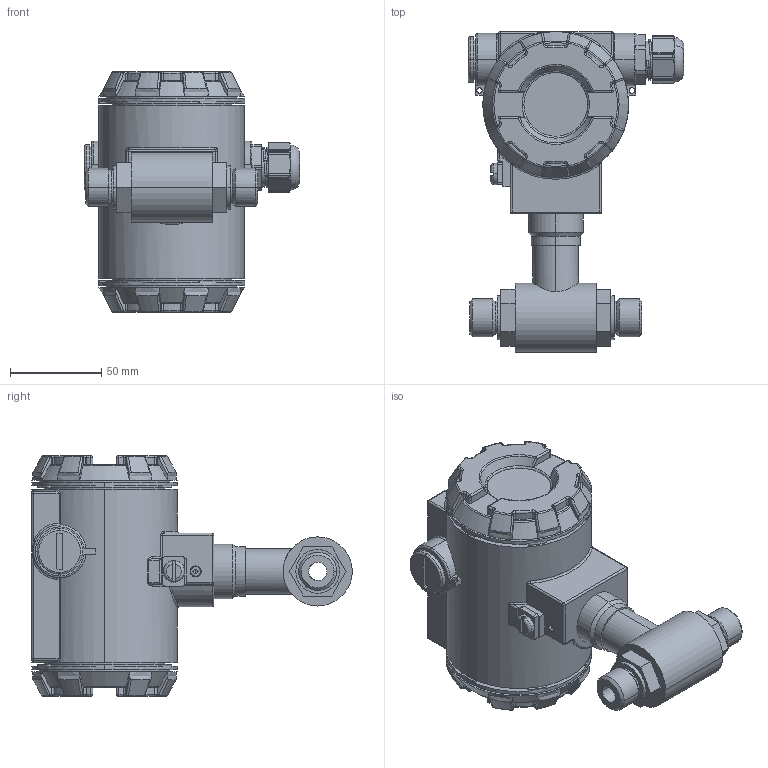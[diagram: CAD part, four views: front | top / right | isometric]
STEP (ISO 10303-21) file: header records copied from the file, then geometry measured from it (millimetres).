
FILE_DESCRIPTION (( 'STEP AP203' ), '1' );
FILE_NAME ('APR-2000ALW.step', '2024-09-11T15:40:50', ( '' ), ( '' ), 'SwSTEP 2.0', 'SolidWorks 2022', '' );
FILE_SCHEMA (( 'CONFIG_CONTROL_DESIGN' ));
Length unit declared in the file: millimetre
Products named in the file (1): APR-2000ALW
Bounding box: 118.24 x 176 x 132 mm (x, y, z)
Volume: 792430.9 mm3; surface area: 95634.4 mm2
Topology: 10 solids, 10 shells, 1068 faces, 2694 edges, 1611 vertices
Faces by surface type: cylinder 368, plane 341, torus 154, bspline 83, sphere 66, cone 56
Entity records: 39711 total; most frequent: CARTESIAN_POINT 14706, DIRECTION 5338, ORIENTED_EDGE 5272, EDGE_CURVE 2636, AXIS2_PLACEMENT_3D 2155, VERTEX_POINT 1611, CIRCLE 1169, EDGE_LOOP 1107
